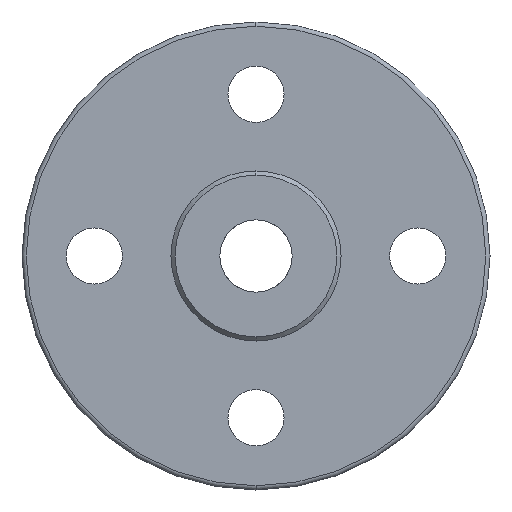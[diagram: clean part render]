
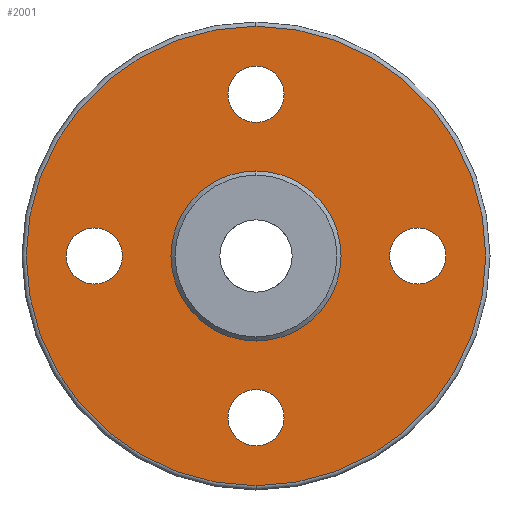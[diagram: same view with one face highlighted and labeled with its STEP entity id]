
A CAD part, front view. The second image highlights one B-rep face of the part: STEP entity #2001.
In plain terms, the highlighted planar face has unit normal (0, -1, 0).
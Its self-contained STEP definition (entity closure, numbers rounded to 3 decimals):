
#15 = VERTEX_POINT ( 'NONE', #428 ) ;
#36 = ORIENTED_EDGE ( 'NONE', *, *, #722, .F. ) ;
#67 = VERTEX_POINT ( 'NONE', #1982 ) ;
#100 = CARTESIAN_POINT ( 'NONE',  ( 22.3, 0., 0. ) ) ;
#119 = PLANE ( 'NONE',  #515 ) ;
#140 = DIRECTION ( 'NONE',  ( 0., 1., 0. ) ) ;
#175 = CARTESIAN_POINT ( 'NONE',  ( 19., 0., 0. ) ) ;
#183 = VERTEX_POINT ( 'NONE', #3254 ) ;
#214 = DIRECTION ( 'NONE',  ( 0., 1., 0. ) ) ;
#227 = DIRECTION ( 'NONE',  ( 0., 1., 0. ) ) ;
#238 = EDGE_LOOP ( 'NONE', ( #2005, #946 ) ) ;
#245 = EDGE_CURVE ( 'NONE', #1625, #1081, #2368, .T. ) ;
#269 = CARTESIAN_POINT ( 'NONE',  ( 0., 0., 0. ) ) ;
#277 = DIRECTION ( 'NONE',  ( 0., 1., 0. ) ) ;
#289 = EDGE_CURVE ( 'NONE', #67, #1673, #1970, .T. ) ;
#290 = AXIS2_PLACEMENT_3D ( 'NONE', #445, #2827, #1762 ) ;
#292 = AXIS2_PLACEMENT_3D ( 'NONE', #2594, #214, #1270 ) ;
#307 = CARTESIAN_POINT ( 'NONE',  ( -15.7, 0., 0. ) ) ;
#308 = EDGE_LOOP ( 'NONE', ( #1829, #1576 ) ) ;
#309 = EDGE_LOOP ( 'NONE', ( #494, #36 ) ) ;
#383 = FACE_BOUND ( 'NONE', #308, .T. ) ;
#428 = CARTESIAN_POINT ( 'NONE',  ( 0., 0., -27. ) ) ;
#445 = CARTESIAN_POINT ( 'NONE',  ( 19., 0., 0. ) ) ;
#494 = ORIENTED_EDGE ( 'NONE', *, *, #3162, .F. ) ;
#515 = AXIS2_PLACEMENT_3D ( 'NONE', #1734, #672, #3068 ) ;
#601 = EDGE_CURVE ( 'NONE', #183, #2140, #2189, .T. ) ;
#636 = FACE_OUTER_BOUND ( 'NONE', #1398, .T. ) ;
#672 = DIRECTION ( 'NONE',  ( 0., 1., 0. ) ) ;
#712 = DIRECTION ( 'NONE',  ( 0., -1., 0. ) ) ;
#722 = EDGE_CURVE ( 'NONE', #913, #1660, #2872, .T. ) ;
#761 = EDGE_LOOP ( 'NONE', ( #944, #1020 ) ) ;
#806 = ORIENTED_EDGE ( 'NONE', *, *, #1965, .T. ) ;
#841 = VERTEX_POINT ( 'NONE', #1079 ) ;
#854 = CIRCLE ( 'NONE', #2796, 3.3 ) ;
#885 = CARTESIAN_POINT ( 'NONE',  ( 0., 0., 0. ) ) ;
#913 = VERTEX_POINT ( 'NONE', #2183 ) ;
#918 = AXIS2_PLACEMENT_3D ( 'NONE', #3132, #2063, #1005 ) ;
#944 = ORIENTED_EDGE ( 'NONE', *, *, #2214, .T. ) ;
#946 = ORIENTED_EDGE ( 'NONE', *, *, #289, .T. ) ;
#954 = CIRCLE ( 'NONE', #2905, 3.3 ) ;
#994 = DIRECTION ( 'NONE',  ( 0., 1., 0. ) ) ;
#1005 = DIRECTION ( 'NONE',  ( 0., 0., 1. ) ) ;
#1020 = ORIENTED_EDGE ( 'NONE', *, *, #2021, .T. ) ;
#1079 = CARTESIAN_POINT ( 'NONE',  ( 0., 0., -15.7 ) ) ;
#1081 = VERTEX_POINT ( 'NONE', #3157 ) ;
#1098 = CARTESIAN_POINT ( 'NONE',  ( 0., 0., 27. ) ) ;
#1139 = CARTESIAN_POINT ( 'NONE',  ( 0., 0., 9. ) ) ;
#1163 = CARTESIAN_POINT ( 'NONE',  ( 0., 0., 0. ) ) ;
#1185 = AXIS2_PLACEMENT_3D ( 'NONE', #885, #1941, #3014 ) ;
#1201 = CARTESIAN_POINT ( 'NONE',  ( 0., 0., -19. ) ) ;
#1214 = DIRECTION ( 'NONE',  ( 0., 0., -1. ) ) ;
#1236 = DIRECTION ( 'NONE',  ( 0., 1., 0. ) ) ;
#1270 = DIRECTION ( 'NONE',  ( 0., 0., 1. ) ) ;
#1282 = CARTESIAN_POINT ( 'NONE',  ( 0., 0., 19. ) ) ;
#1333 = DIRECTION ( 'NONE',  ( 1., 0., 0. ) ) ;
#1392 = EDGE_CURVE ( 'NONE', #3112, #15, #2899, .T. ) ;
#1396 = AXIS2_PLACEMENT_3D ( 'NONE', #269, #712, #1769 ) ;
#1398 = EDGE_LOOP ( 'NONE', ( #2709, #806 ) ) ;
#1440 = FACE_BOUND ( 'NONE', #2543, .T. ) ;
#1576 = ORIENTED_EDGE ( 'NONE', *, *, #601, .T. ) ;
#1625 = VERTEX_POINT ( 'NONE', #100 ) ;
#1644 = ORIENTED_EDGE ( 'NONE', *, *, #245, .T. ) ;
#1660 = VERTEX_POINT ( 'NONE', #1139 ) ;
#1673 = VERTEX_POINT ( 'NONE', #307 ) ;
#1700 = FACE_BOUND ( 'NONE', #309, .T. ) ;
#1727 = AXIS2_PLACEMENT_3D ( 'NONE', #1163, #2212, #3286 ) ;
#1734 = CARTESIAN_POINT ( 'NONE',  ( 0., 0., 0. ) ) ;
#1762 = DIRECTION ( 'NONE',  ( -1., 0., 0. ) ) ;
#1769 = DIRECTION ( 'NONE',  ( 0., 0., 1. ) ) ;
#1783 = CIRCLE ( 'NONE', #290, 3.3 ) ;
#1786 = CIRCLE ( 'NONE', #292, 3.3 ) ;
#1814 = EDGE_CURVE ( 'NONE', #1081, #1625, #1783, .T. ) ;
#1829 = ORIENTED_EDGE ( 'NONE', *, *, #2860, .T. ) ;
#1918 = AXIS2_PLACEMENT_3D ( 'NONE', #175, #1236, #2294 ) ;
#1941 = DIRECTION ( 'NONE',  ( 0., -1., 0. ) ) ;
#1965 = EDGE_CURVE ( 'NONE', #15, #3112, #3239, .T. ) ;
#1970 = CIRCLE ( 'NONE', #2029, 3.3 ) ;
#1982 = CARTESIAN_POINT ( 'NONE',  ( -22.3, 0., 0. ) ) ;
#2001 = ADVANCED_FACE ( 'NONE', ( #636, #1700, #2763, #383, #1440, #2498 ), #119, .F. ) ;
#2005 = ORIENTED_EDGE ( 'NONE', *, *, #2366, .T. ) ;
#2021 = EDGE_CURVE ( 'NONE', #2559, #841, #954, .T. ) ;
#2029 = AXIS2_PLACEMENT_3D ( 'NONE', #3387, #994, #2053 ) ;
#2053 = DIRECTION ( 'NONE',  ( 1., 0., 0. ) ) ;
#2063 = DIRECTION ( 'NONE',  ( 0., -1., 0. ) ) ;
#2140 = VERTEX_POINT ( 'NONE', #2819 ) ;
#2183 = CARTESIAN_POINT ( 'NONE',  ( 0., 0., -9. ) ) ;
#2189 = CIRCLE ( 'NONE', #2807, 3.3 ) ;
#2212 = DIRECTION ( 'NONE',  ( 0., -1., 0. ) ) ;
#2214 = EDGE_CURVE ( 'NONE', #841, #2559, #1786, .T. ) ;
#2267 = DIRECTION ( 'NONE',  ( 0., 1., 0. ) ) ;
#2294 = DIRECTION ( 'NONE',  ( -1., 0., 0. ) ) ;
#2366 = EDGE_CURVE ( 'NONE', #1673, #67, #2792, .T. ) ;
#2368 = CIRCLE ( 'NONE', #1918, 3.3 ) ;
#2498 = FACE_BOUND ( 'NONE', #761, .T. ) ;
#2519 = DIRECTION ( 'NONE',  ( 0., 0., 1. ) ) ;
#2543 = EDGE_LOOP ( 'NONE', ( #3219, #1644 ) ) ;
#2559 = VERTEX_POINT ( 'NONE', #3406 ) ;
#2594 = CARTESIAN_POINT ( 'NONE',  ( 0., 0., -19. ) ) ;
#2608 = DIRECTION ( 'NONE',  ( 0., 0., -1. ) ) ;
#2661 = CARTESIAN_POINT ( 'NONE',  ( -19., 0., 0. ) ) ;
#2689 = CIRCLE ( 'NONE', #1185, 9. ) ;
#2709 = ORIENTED_EDGE ( 'NONE', *, *, #1392, .T. ) ;
#2763 = FACE_BOUND ( 'NONE', #238, .T. ) ;
#2792 = CIRCLE ( 'NONE', #3241, 3.3 ) ;
#2796 = AXIS2_PLACEMENT_3D ( 'NONE', #3340, #2267, #1214 ) ;
#2807 = AXIS2_PLACEMENT_3D ( 'NONE', #1282, #227, #2608 ) ;
#2819 = CARTESIAN_POINT ( 'NONE',  ( 0., 0., 15.7 ) ) ;
#2827 = DIRECTION ( 'NONE',  ( 0., 1., 0. ) ) ;
#2860 = EDGE_CURVE ( 'NONE', #2140, #183, #854, .T. ) ;
#2872 = CIRCLE ( 'NONE', #918, 9. ) ;
#2899 = CIRCLE ( 'NONE', #1396, 27. ) ;
#2905 = AXIS2_PLACEMENT_3D ( 'NONE', #1201, #140, #2519 ) ;
#3014 = DIRECTION ( 'NONE',  ( 0., 0., 1. ) ) ;
#3068 = DIRECTION ( 'NONE',  ( 0., 0., 1. ) ) ;
#3112 = VERTEX_POINT ( 'NONE', #1098 ) ;
#3132 = CARTESIAN_POINT ( 'NONE',  ( 0., 0., 0. ) ) ;
#3157 = CARTESIAN_POINT ( 'NONE',  ( 15.7, 0., 0. ) ) ;
#3162 = EDGE_CURVE ( 'NONE', #1660, #913, #2689, .T. ) ;
#3219 = ORIENTED_EDGE ( 'NONE', *, *, #1814, .T. ) ;
#3239 = CIRCLE ( 'NONE', #1727, 27. ) ;
#3241 = AXIS2_PLACEMENT_3D ( 'NONE', #2661, #277, #1333 ) ;
#3254 = CARTESIAN_POINT ( 'NONE',  ( 0., 0., 22.3 ) ) ;
#3286 = DIRECTION ( 'NONE',  ( 0., 0., 1. ) ) ;
#3340 = CARTESIAN_POINT ( 'NONE',  ( 0., 0., 19. ) ) ;
#3387 = CARTESIAN_POINT ( 'NONE',  ( -19., 0., 0. ) ) ;
#3406 = CARTESIAN_POINT ( 'NONE',  ( 0., 0., -22.3 ) ) ;
